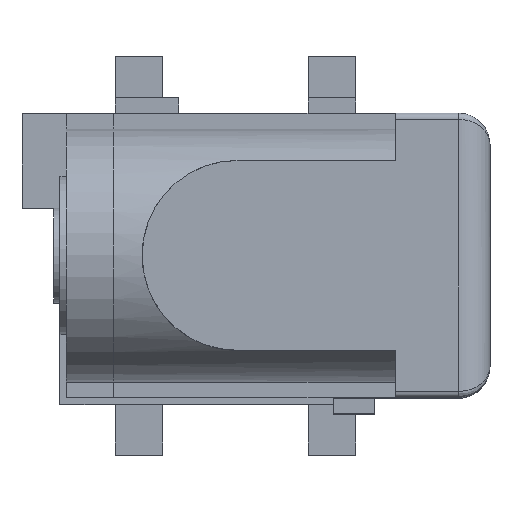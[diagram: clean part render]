
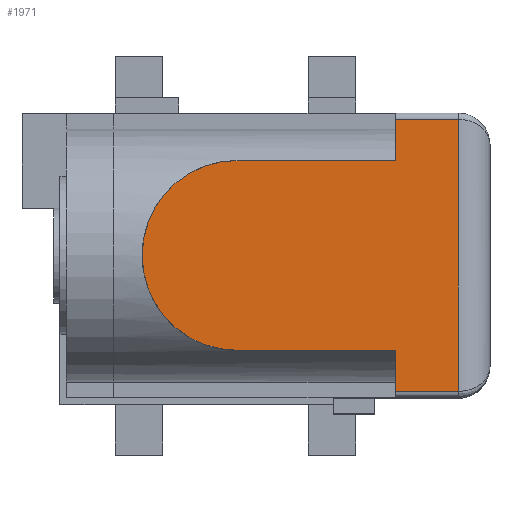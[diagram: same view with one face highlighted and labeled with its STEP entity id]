
A CAD part, top view. The second image highlights one B-rep face of the part: STEP entity #1971.
In plain terms, the highlighted planar face has unit normal (0, 0, 1).
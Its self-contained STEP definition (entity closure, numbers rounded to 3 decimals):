
#57=PLANE('',#2130);
#180=LINE('',#2945,#401);
#183=LINE('',#2954,#404);
#184=LINE('',#2956,#405);
#185=LINE('',#2958,#406);
#186=LINE('',#2960,#407);
#187=LINE('',#2962,#408);
#188=LINE('',#2965,#409);
#401=VECTOR('',#2368,1000.);
#404=VECTOR('',#2377,1000.);
#405=VECTOR('',#2378,1000.);
#406=VECTOR('',#2379,1000.);
#407=VECTOR('',#2380,1000.);
#408=VECTOR('',#2381,1000.);
#409=VECTOR('',#2384,1000.);
#613=FACE_OUTER_BOUND('',#733,.T.);
#733=EDGE_LOOP('',(#1449,#1450,#1451,#1452,#1453,#1454,#1455,#1456));
#863=CIRCLE('',#2131,3.);
#945=VERTEX_POINT('',#2942);
#946=VERTEX_POINT('',#2944);
#949=VERTEX_POINT('',#2953);
#950=VERTEX_POINT('',#2955);
#951=VERTEX_POINT('',#2957);
#952=VERTEX_POINT('',#2959);
#953=VERTEX_POINT('',#2961);
#954=VERTEX_POINT('',#2963);
#1143=EDGE_CURVE('',#945,#946,#180,.T.);
#1147=EDGE_CURVE('',#945,#949,#183,.T.);
#1148=EDGE_CURVE('',#949,#950,#184,.T.);
#1149=EDGE_CURVE('',#950,#951,#185,.T.);
#1150=EDGE_CURVE('',#952,#951,#186,.T.);
#1151=EDGE_CURVE('',#952,#953,#187,.T.);
#1152=EDGE_CURVE('',#953,#954,#863,.T.);
#1153=EDGE_CURVE('',#954,#946,#188,.T.);
#1449=ORIENTED_EDGE('',*,*,#1143,.F.);
#1450=ORIENTED_EDGE('',*,*,#1147,.T.);
#1451=ORIENTED_EDGE('',*,*,#1148,.T.);
#1452=ORIENTED_EDGE('',*,*,#1149,.T.);
#1453=ORIENTED_EDGE('',*,*,#1150,.F.);
#1454=ORIENTED_EDGE('',*,*,#1151,.T.);
#1455=ORIENTED_EDGE('',*,*,#1152,.T.);
#1456=ORIENTED_EDGE('',*,*,#1153,.T.);
#1971=ADVANCED_FACE('',(#613),#57,.T.);
#2130=AXIS2_PLACEMENT_3D('',#2952,#2375,#2376);
#2131=AXIS2_PLACEMENT_3D('',#2964,#2382,#2383);
#2368=DIRECTION('',(0.,1.,0.));
#2375=DIRECTION('center_axis',(0.,0.,
1.));
#2376=DIRECTION('ref_axis',(1.,0.,0.));
#2377=DIRECTION('',(1.,0.,0.));
#2378=DIRECTION('',(0.,1.,0.));
#2379=DIRECTION('',(-1.,0.,0.));
#2380=DIRECTION('',(0.,1.,0.));
#2381=DIRECTION('',(-1.,0.,0.));
#2382=DIRECTION('center_axis',(0.,0.,
1.));
#2383=DIRECTION('ref_axis',(1.,0.,0.));
#2384=DIRECTION('',(1.,0.,0.));
#2942=CARTESIAN_POINT('',(5.078,-4.328,11.2));
#2944=CARTESIAN_POINT('',(5.078,-3.028,11.2));
#2945=CARTESIAN_POINT('',(5.078,-4.528,11.2));
#2952=CARTESIAN_POINT('Origin',(-3.822,4.472,11.2));
#2953=CARTESIAN_POINT('',(7.078,-4.328,11.2));
#2954=CARTESIAN_POINT('',(-3.822,-4.328,11.2));
#2955=CARTESIAN_POINT('',(7.078,4.272,11.2));
#2956=CARTESIAN_POINT('',(7.078,4.472,11.2));
#2957=CARTESIAN_POINT('',(5.078,4.272,11.2));
#2958=CARTESIAN_POINT('',(-3.822,4.272,11.2));
#2959=CARTESIAN_POINT('',(5.078,2.972,11.2));
#2960=CARTESIAN_POINT('',(5.078,-4.528,11.2));
#2961=CARTESIAN_POINT('',(0.078,2.972,11.2));
#2962=CARTESIAN_POINT('',(0.078,2.972,11.2));
#2963=CARTESIAN_POINT('',(0.078,-3.028,11.2));
#2964=CARTESIAN_POINT('Origin',(0.078,-0.028,
11.2));
#2965=CARTESIAN_POINT('',(0.078,-3.028,11.2));
